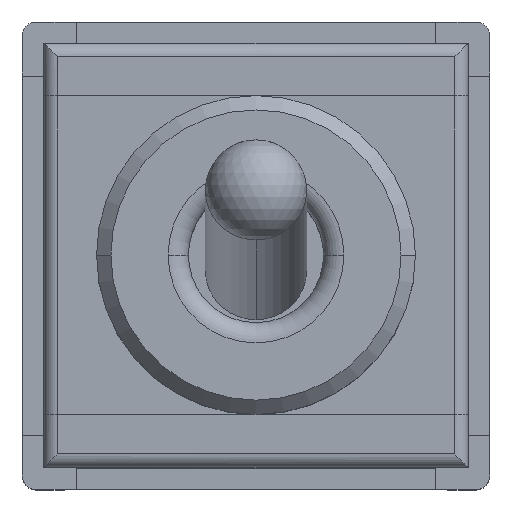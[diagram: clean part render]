
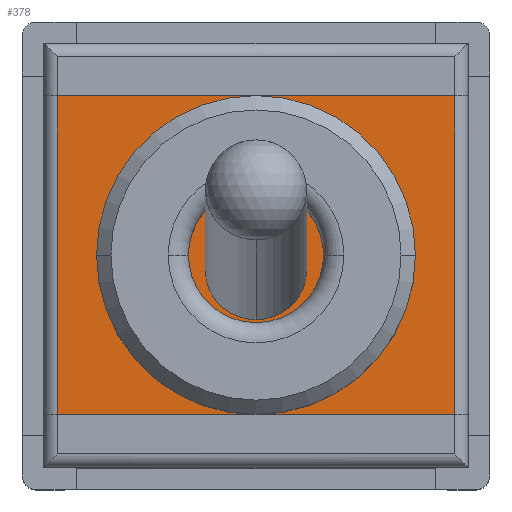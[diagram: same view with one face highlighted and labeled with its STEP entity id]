
A CAD part, top view. The second image highlights one B-rep face of the part: STEP entity #378.
In plain terms, the highlighted planar face has unit normal (0, 0, 1).
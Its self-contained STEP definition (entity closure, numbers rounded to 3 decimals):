
#339=CARTESIAN_POINT('',(3.734,-2.997,9.601));
#340=DIRECTION('',(0.0,0.0,1.0));
#341=DIRECTION('',(1.0,0.0,0.0));
#342=AXIS2_PLACEMENT_3D('',#339,#340,#341);
#343=PLANE('',#342);
#344=CARTESIAN_POINT('',(3.734,2.997,9.601));
#345=VERTEX_POINT('',#344);
#346=CARTESIAN_POINT('',(-3.734,2.997,9.601));
#347=VERTEX_POINT('',#346);
#348=CARTESIAN_POINT('',(3.734,2.997,9.601));
#349=DIRECTION('',(-1.0,0.0,0.0));
#350=VECTOR('',#349,7.468);
#351=LINE('',#348,#350);
#352=EDGE_CURVE('',#345,#347,#351,.T.);
#353=ORIENTED_EDGE('',*,*,#352,.T.);
#354=CARTESIAN_POINT('',(-3.734,-2.997,9.601));
#355=VERTEX_POINT('',#354);
#356=CARTESIAN_POINT('',(-3.734,-2.997,9.601));
#357=DIRECTION('',(0.0,1.0,0.0));
#358=VECTOR('',#357,5.994);
#359=LINE('',#356,#358);
#360=EDGE_CURVE('',#355,#347,#359,.T.);
#361=ORIENTED_EDGE('',*,*,#360,.F.);
#362=CARTESIAN_POINT('',(3.734,-2.997,9.601));
#363=VERTEX_POINT('',#362);
#364=CARTESIAN_POINT('',(3.734,-2.997,9.601));
#365=DIRECTION('',(-1.0,0.0,0.0));
#366=VECTOR('',#365,7.468);
#367=LINE('',#364,#366);
#368=EDGE_CURVE('',#363,#355,#367,.T.);
#369=ORIENTED_EDGE('',*,*,#368,.F.);
#370=CARTESIAN_POINT('',(3.734,-2.997,9.601));
#371=DIRECTION('',(0.0,1.0,0.0));
#372=VECTOR('',#371,5.994);
#373=LINE('',#370,#372);
#374=EDGE_CURVE('',#363,#345,#373,.T.);
#375=ORIENTED_EDGE('',*,*,#374,.T.);
#376=EDGE_LOOP('',(#353,#361,#369,#375));
#377=FACE_OUTER_BOUND('',#376,.T.);
#378=ADVANCED_FACE('',(#377),#343,.T.);
